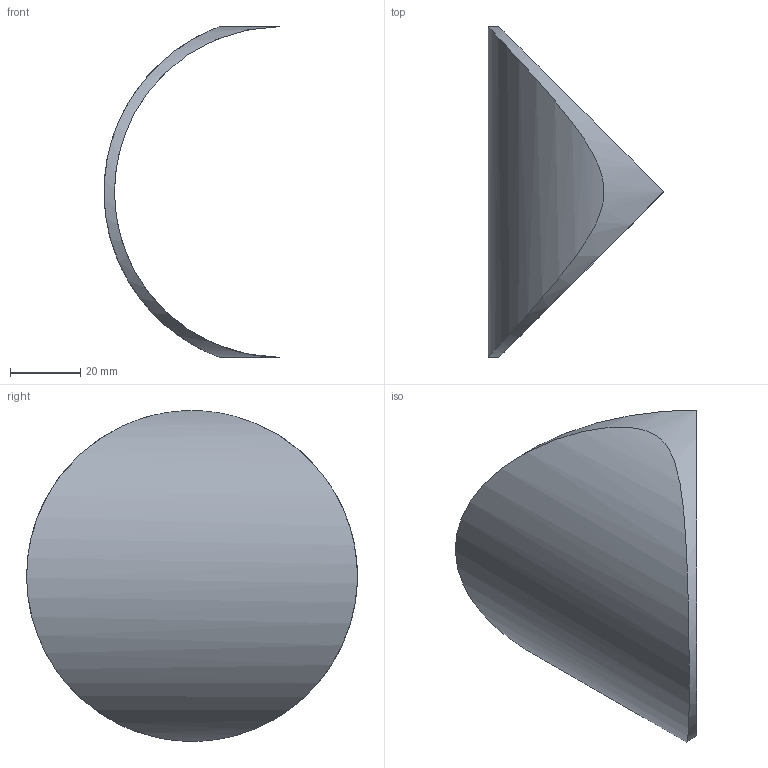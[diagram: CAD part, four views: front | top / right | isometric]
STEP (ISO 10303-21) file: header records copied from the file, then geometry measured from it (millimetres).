
FILE_DESCRIPTION(/* description */ (''),/* implementation_level */ '2;1');
FILE_NAME(/* name */ 'cover.stp',/* time_stamp */ '2019-12-17T20:08:35-05:00',/* author */ ('Bob Peret'),/* organization */ (''),/* preprocessor_version */ 'ST-DEVELOPER v16.13',/* originating_system */ 'Autodesk Inventor 2018',/* authorisation */ '');
FILE_SCHEMA (('AUTOMOTIVE_DESIGN { 1 0 10303 214 3 1 1 }'));
Length unit declared in the file: millimetre
Products named in the file (1): cover
Bounding box: 50 x 93.99 x 94 mm (x, y, z)
Volume: 25413.7 mm3; surface area: 18767 mm2
Topology: 1 solids, 1 shells, 3 faces, 4 edges, 3 vertices
Faces by surface type: cylinder 3
Full cylindrical faces by diameter (mm): 94 x1
Entity records: 181 total; most frequent: CARTESIAN_POINT 91, DIRECTION 12, ORIENTED_EDGE 6, AXIS2_PLACEMENT_3D 6, EDGE_LOOP 4, FACE_OUTER_BOUND 3, VERTEX_POINT 3, EDGE_CURVE 3
